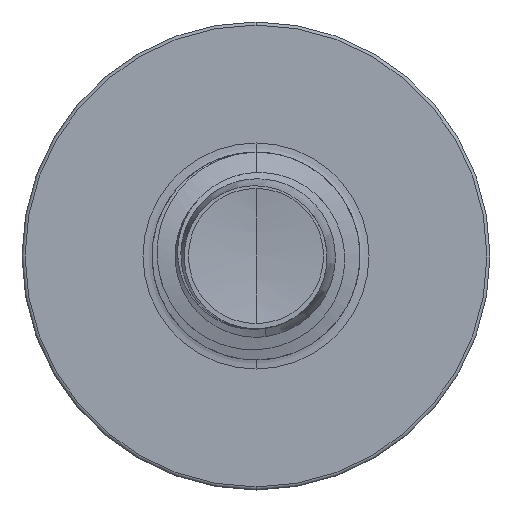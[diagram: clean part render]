
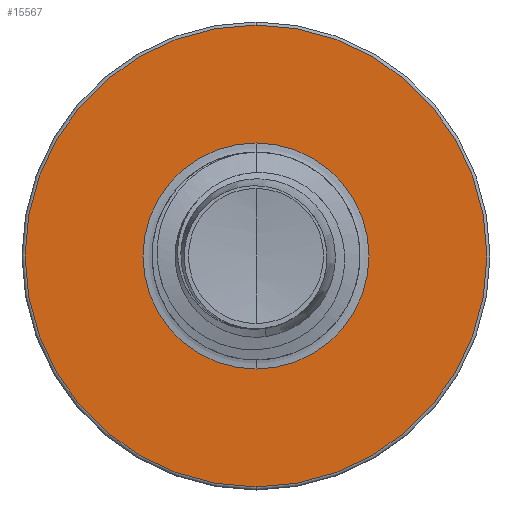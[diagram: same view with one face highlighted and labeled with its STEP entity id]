
A CAD part, front view. The second image highlights one B-rep face of the part: STEP entity #15567.
In plain terms, the highlighted planar face has unit normal (0, -1, 0).
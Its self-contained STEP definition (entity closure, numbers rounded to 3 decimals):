
#99 = EDGE_CURVE ( 'NONE', #5871, #14411, #17180, .T. ) ;
#476 = DIRECTION ( 'NONE',  ( 0., 0., 1. ) ) ;
#491 = EDGE_CURVE ( 'NONE', #15986, #11332, #13565, .T. ) ;
#877 = CARTESIAN_POINT ( 'NONE',  ( 0., 4.5, 4.44 ) ) ;
#1539 = ORIENTED_EDGE ( 'NONE', *, *, #17404, .T. ) ;
#3597 = CARTESIAN_POINT ( 'NONE',  ( 0., 4.5, -2.174 ) ) ;
#3728 = CARTESIAN_POINT ( 'NONE',  ( 0., 4.5, 0. ) ) ;
#3746 = DIRECTION ( 'NONE',  ( 0., 1., 0. ) ) ;
#4914 = EDGE_LOOP ( 'NONE', ( #12735, #15868 ) ) ;
#5116 = CARTESIAN_POINT ( 'NONE',  ( 0., 4.5, 2.174 ) ) ;
#5843 = DIRECTION ( 'NONE',  ( 0., 0., 1. ) ) ;
#5871 = VERTEX_POINT ( 'NONE', #3597 ) ;
#5986 = ORIENTED_EDGE ( 'NONE', *, *, #99, .T. ) ;
#6231 = DIRECTION ( 'NONE',  ( 0., 0., 1. ) ) ;
#6957 = AXIS2_PLACEMENT_3D ( 'NONE', #10140, #16582, #13798 ) ;
#7108 = FACE_BOUND ( 'NONE', #7564, .T. ) ;
#7564 = EDGE_LOOP ( 'NONE', ( #1539, #5986 ) ) ;
#9286 = AXIS2_PLACEMENT_3D ( 'NONE', #10640, #10632, #10592 ) ;
#9504 = CIRCLE ( 'NONE', #17373, 2.174 ) ;
#9874 = CARTESIAN_POINT ( 'NONE',  ( 0., 4.5, -4.44 ) ) ;
#9876 = DIRECTION ( 'NONE',  ( 0., 1., 0. ) ) ;
#10140 = CARTESIAN_POINT ( 'NONE',  ( 0., 4.5, 0. ) ) ;
#10592 = DIRECTION ( 'NONE',  ( 0., 0., 1. ) ) ;
#10632 = DIRECTION ( 'NONE',  ( 0., 1., 0. ) ) ;
#10640 = CARTESIAN_POINT ( 'NONE',  ( 0., 4.5, 0. ) ) ;
#11332 = VERTEX_POINT ( 'NONE', #877 ) ;
#12528 = CARTESIAN_POINT ( 'NONE',  ( 0., 4.5, -2.174 ) ) ;
#12735 = ORIENTED_EDGE ( 'NONE', *, *, #13679, .F. ) ;
#13565 = CIRCLE ( 'NONE', #16890, 4.44 ) ;
#13679 = EDGE_CURVE ( 'NONE', #11332, #15986, #14386, .T. ) ;
#13798 = DIRECTION ( 'NONE',  ( 0., 0., 1. ) ) ;
#13834 = DIRECTION ( 'NONE',  ( 0., 1., 0. ) ) ;
#14370 = FACE_OUTER_BOUND ( 'NONE', #4914, .T. ) ;
#14386 = CIRCLE ( 'NONE', #9286, 4.44 ) ;
#14411 = VERTEX_POINT ( 'NONE', #5116 ) ;
#15567 = ADVANCED_FACE ( 'NONE', ( #14370, #7108 ), #16080, .F. ) ;
#15868 = ORIENTED_EDGE ( 'NONE', *, *, #491, .F. ) ;
#15986 = VERTEX_POINT ( 'NONE', #9874 ) ;
#16080 = PLANE ( 'NONE',  #17109 ) ;
#16582 = DIRECTION ( 'NONE',  ( 0., 1., 0. ) ) ;
#16890 = AXIS2_PLACEMENT_3D ( 'NONE', #3728, #3746, #6231 ) ;
#16927 = CARTESIAN_POINT ( 'NONE',  ( 0., 4.5, 0. ) ) ;
#17109 = AXIS2_PLACEMENT_3D ( 'NONE', #12528, #13834, #5843 ) ;
#17180 = CIRCLE ( 'NONE', #6957, 2.174 ) ;
#17373 = AXIS2_PLACEMENT_3D ( 'NONE', #16927, #9876, #476 ) ;
#17404 = EDGE_CURVE ( 'NONE', #14411, #5871, #9504, .T. ) ;
